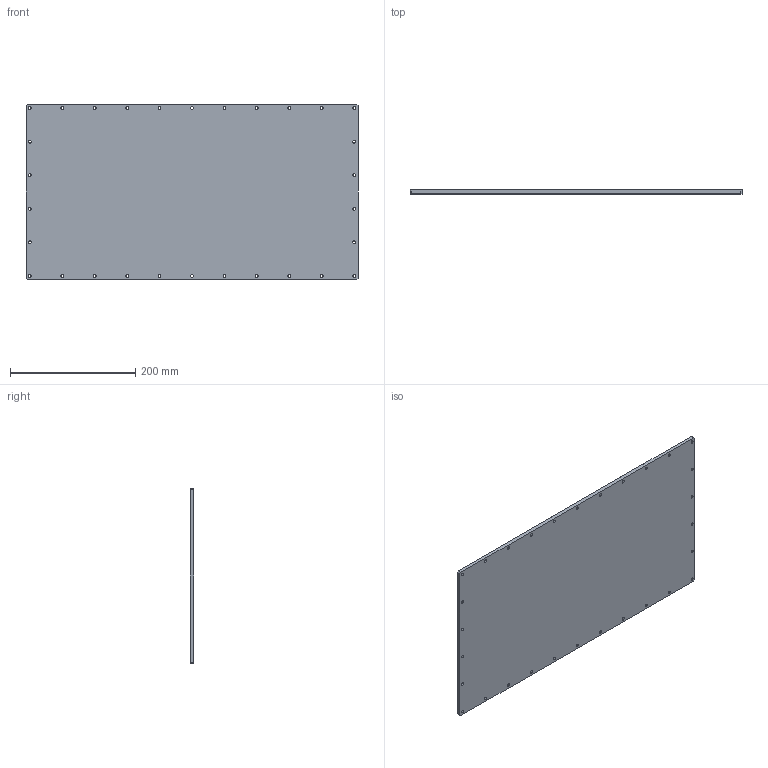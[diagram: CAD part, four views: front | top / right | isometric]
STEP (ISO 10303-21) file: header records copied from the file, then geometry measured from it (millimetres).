
FILE_DESCRIPTION (( 'STEP AP214' ), '1' );
FILE_NAME ('sealing_plate.STEP', '2021-01-06T17:59:44', ( '' ), ( '' ), 'SwSTEP 2.0', 'SolidWorks 2019', '' );
FILE_SCHEMA (( 'AUTOMOTIVE_DESIGN' ));
Length unit declared in the file: millimetre
Products named in the file (1): sealing_plate
Bounding box: 530 x 6 x 280 mm (x, y, z)
Volume: 885673 mm3; surface area: 307689.2 mm2
Topology: 1 solids, 1 shells, 130 faces, 324 edges, 196 vertices
Faces by surface type: cone 60, cylinder 60, plane 10
Entity records: 4042 total; most frequent: DIRECTION 766, CARTESIAN_POINT 651, ORIENTED_EDGE 648, EDGE_CURVE 324, AXIS2_PLACEMENT_3D 311, VERTEX_POINT 196, EDGE_LOOP 190, CIRCLE 180
